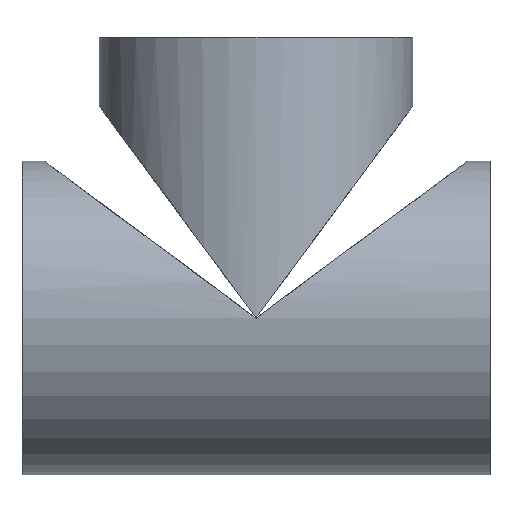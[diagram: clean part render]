
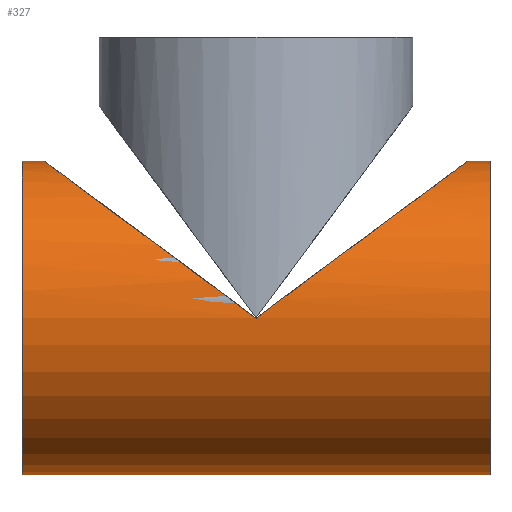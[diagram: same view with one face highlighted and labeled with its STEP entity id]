
A CAD part, left-side view. The second image highlights one B-rep face of the part: STEP entity #327.
In plain terms, the highlighted cylindrical face has radius 502.5 mm (diameter 1005 mm), a full revolution.
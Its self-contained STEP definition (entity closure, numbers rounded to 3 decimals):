
#27=CIRCLE('',#409,502.5);
#28=CIRCLE('',#410,502.5);
#33=CYLINDRICAL_SURFACE('',#408,502.5);
#43=FACE_OUTER_BOUND('',#62,.T.);
#62=EDGE_LOOP('',(#240,#241,#242,#243,#244,#245,#246,#247,#248,#249));
#83=LINE('',#582,#110);
#84=LINE('',#585,#111);
#87=LINE('',#592,#114);
#88=LINE('',#594,#115);
#110=VECTOR('',#472,10.);
#111=VECTOR('',#475,10.);
#114=VECTOR('',#482,10.);
#115=VECTOR('',#483,10.);
#129=ELLIPSE('',#395,844.356,502.5);
#132=ELLIPSE('',#399,844.356,502.5);
#133=ELLIPSE('',#401,844.356,502.5);
#136=ELLIPSE('',#405,844.356,502.5);
#141=VERTEX_POINT('',#548);
#142=VERTEX_POINT('',#549);
#147=VERTEX_POINT('',#560);
#148=VERTEX_POINT('',#562);
#149=VERTEX_POINT('',#566);
#152=VERTEX_POINT('',#574);
#154=VERTEX_POINT('',#580);
#155=VERTEX_POINT('',#584);
#157=VERTEX_POINT('',#590);
#158=VERTEX_POINT('',#593);
#171=EDGE_CURVE('',#141,#142,#129,.T.);
#177=EDGE_CURVE('',#148,#147,#132,.T.);
#179=EDGE_CURVE('',#149,#141,#133,.T.);
#184=EDGE_CURVE('',#147,#152,#136,.T.);
#187=EDGE_CURVE('',#154,#152,#83,.T.);
#188=EDGE_CURVE('',#148,#155,#84,.T.);
#191=EDGE_CURVE('',#154,#157,#27,.T.);
#192=EDGE_CURVE('',#157,#149,#87,.T.);
#193=EDGE_CURVE('',#142,#158,#88,.T.);
#194=EDGE_CURVE('',#155,#158,#28,.T.);
#240=ORIENTED_EDGE('',*,*,#177,.T.);
#241=ORIENTED_EDGE('',*,*,#184,.T.);
#242=ORIENTED_EDGE('',*,*,#187,.F.);
#243=ORIENTED_EDGE('',*,*,#191,.T.);
#244=ORIENTED_EDGE('',*,*,#192,.T.);
#245=ORIENTED_EDGE('',*,*,#179,.T.);
#246=ORIENTED_EDGE('',*,*,#171,.T.);
#247=ORIENTED_EDGE('',*,*,#193,.T.);
#248=ORIENTED_EDGE('',*,*,#194,.F.);
#249=ORIENTED_EDGE('',*,*,#188,.F.);
#327=ADVANCED_FACE('',(#43),#33,.T.);
#395=AXIS2_PLACEMENT_3D('',#550,#440,#441);
#399=AXIS2_PLACEMENT_3D('',#563,#451,#452);
#401=AXIS2_PLACEMENT_3D('',#567,#456,#457);
#405=AXIS2_PLACEMENT_3D('',#576,#466,#467);
#408=AXIS2_PLACEMENT_3D('',#589,#478,#479);
#409=AXIS2_PLACEMENT_3D('',#591,#480,#481);
#410=AXIS2_PLACEMENT_3D('',#595,#484,#485);
#440=DIRECTION('center_axis',(0.,0.595,-0.804));
#441=DIRECTION('ref_axis',(0.,0.804,0.595));
#451=DIRECTION('center_axis',(0.,0.595,-0.804));
#452=DIRECTION('ref_axis',(0.,0.804,0.595));
#456=DIRECTION('center_axis',(0.,-0.595,-0.804));
#457=DIRECTION('ref_axis',(0.,-0.804,0.595));
#466=DIRECTION('center_axis',(0.,-0.595,-0.804));
#467=DIRECTION('ref_axis',(0.,-0.804,0.595));
#472=DIRECTION('',(0.,1.,0.));
#475=DIRECTION('',(0.,1.,0.));
#478=DIRECTION('center_axis',(0.,1.,0.));
#479=DIRECTION('ref_axis',(0.,0.,-1.));
#480=DIRECTION('center_axis',(0.,1.,0.));
#481=DIRECTION('ref_axis',(-1.,0.,0.));
#482=DIRECTION('',(0.,1.,0.));
#483=DIRECTION('',(0.,1.,0.));
#484=DIRECTION('center_axis',(0.,1.,0.));
#485=DIRECTION('ref_axis',(-1.,0.,0.));
#548=CARTESIAN_POINT('',(-502.5,750.,0.));
#549=CARTESIAN_POINT('',(-0.05,1428.55,502.5));
#550=CARTESIAN_POINT('Origin',(0.,750.,0.));
#560=CARTESIAN_POINT('',(502.5,750.,0.));
#562=CARTESIAN_POINT('',(0.05,1428.55,502.5));
#563=CARTESIAN_POINT('Origin',(0.,750.,0.));
#566=CARTESIAN_POINT('',(-0.05,71.45,502.5));
#567=CARTESIAN_POINT('Origin',(0.,750.,0.));
#574=CARTESIAN_POINT('',(0.05,71.45,502.5));
#576=CARTESIAN_POINT('Origin',(0.,750.,0.));
#580=CARTESIAN_POINT('',(0.05,0.,502.5));
#582=CARTESIAN_POINT('',(0.05,0.,502.5));
#584=CARTESIAN_POINT('',(0.05,1500.,502.5));
#585=CARTESIAN_POINT('',(0.05,0.,502.5));
#589=CARTESIAN_POINT('Origin',(0.,0.,0.));
#590=CARTESIAN_POINT('',(-0.05,0.,502.5));
#591=CARTESIAN_POINT('Origin',(0.,0.,0.));
#592=CARTESIAN_POINT('',(-0.05,0.,502.5));
#593=CARTESIAN_POINT('',(-0.05,1500.,502.5));
#594=CARTESIAN_POINT('',(-0.05,0.,502.5));
#595=CARTESIAN_POINT('Origin',(0.,1500.,0.));
